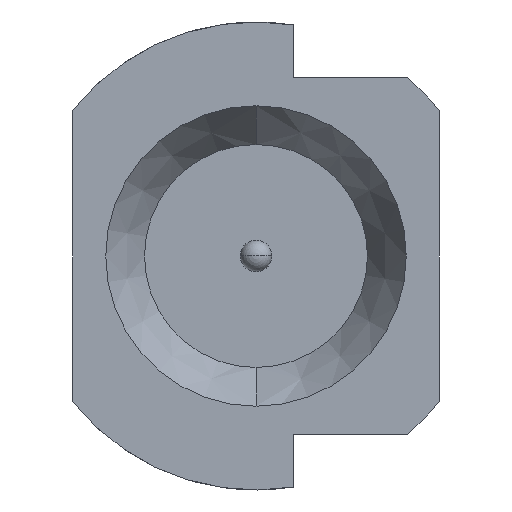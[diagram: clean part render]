
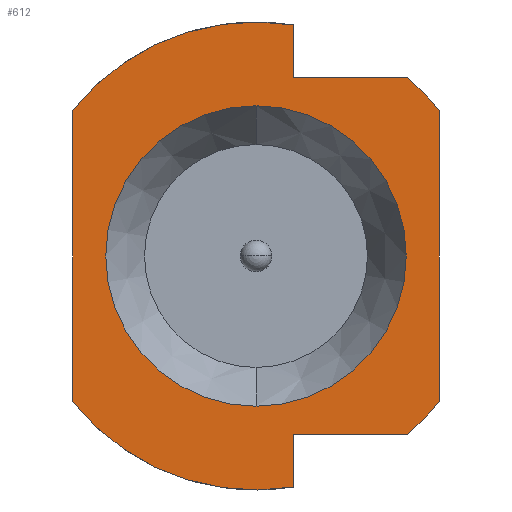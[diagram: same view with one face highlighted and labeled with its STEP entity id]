
A CAD part, left-side view. The second image highlights one B-rep face of the part: STEP entity #612.
In plain terms, the highlighted planar face has unit normal (-1, 0, 0).
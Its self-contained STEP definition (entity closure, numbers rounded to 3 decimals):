
#1=DIRECTION('',(0.,1.,0.));
#2=VECTOR('',#1,1.094);
#3=CARTESIAN_POINT('',(0.,-1.449,1.702));
#4=LINE('',#3,#2);
#5=DIRECTION('',(0.,0.,-1.));
#6=VECTOR('',#5,2.775);
#7=CARTESIAN_POINT('',(0.,-1.753,1.387));
#8=LINE('',#7,#6);
#9=DIRECTION('',(0.,-1.,0.));
#10=VECTOR('',#9,1.094);
#11=CARTESIAN_POINT('',(0.,-0.356,-1.702));
#12=LINE('',#11,#10);
#13=DIRECTION('',(0.,0.,1.));
#14=VECTOR('',#13,0.505);
#15=CARTESIAN_POINT('',(0.,-0.356,-2.207));
#16=LINE('',#15,#14);
#17=DIRECTION('',(0.,0.,1.));
#18=VECTOR('',#17,2.775);
#19=CARTESIAN_POINT('',(0.,1.753,-1.387));
#20=LINE('',#19,#18);
#21=DIRECTION('',(0.,0.,1.));
#22=VECTOR('',#21,0.505);
#23=CARTESIAN_POINT('',(0.,-0.356,1.702));
#24=LINE('',#23,#22);
#25=CARTESIAN_POINT('',(0.,0.,0.));
#26=DIRECTION('',(-1.,0.,0.));
#27=DIRECTION('',(0.,0.,-1.));
#28=AXIS2_PLACEMENT_3D('',#25,#26,#27);
#30=CARTESIAN_POINT('',(0.,0.,0.));
#31=DIRECTION('',(-1.,0.,0.));
#32=DIRECTION('',(0.,0.,1.));
#33=AXIS2_PLACEMENT_3D('',#30,#31,#32);
#121=CARTESIAN_POINT('',(0.,0.,0.));
#122=DIRECTION('',(-1.,0.,0.));
#123=DIRECTION('',(0.,-0.159,0.987));
#124=AXIS2_PLACEMENT_3D('',#121,#122,#123);
#148=CARTESIAN_POINT('',(0.,0.,0.));
#149=DIRECTION('',(-1.,0.,0.));
#150=DIRECTION('',(0.,0.784,-0.621));
#151=AXIS2_PLACEMENT_3D('',#148,#149,#150);
#169=CARTESIAN_POINT('',(0.,0.,0.));
#170=DIRECTION('',(-1.,0.,0.));
#171=DIRECTION('',(0.,-0.648,-0.761));
#172=AXIS2_PLACEMENT_3D('',#169,#170,#171);
#192=CARTESIAN_POINT('',(0.,0.,0.));
#193=DIRECTION('',(-1.,0.,0.));
#194=DIRECTION('',(0.,-0.784,0.621));
#195=AXIS2_PLACEMENT_3D('',#192,#193,#194);
#449=CARTESIAN_POINT('',(0.,1.753,-1.387));
#450=CARTESIAN_POINT('',(0.,1.753,1.387));
#451=VERTEX_POINT('',#449);
#452=VERTEX_POINT('',#450);
#453=CARTESIAN_POINT('',(0.,-1.753,1.387));
#454=CARTESIAN_POINT('',(0.,-1.753,-1.387));
#455=VERTEX_POINT('',#453);
#456=VERTEX_POINT('',#454);
#493=CARTESIAN_POINT('',(0.,-1.449,1.702));
#494=CARTESIAN_POINT('',(0.,-0.356,1.702));
#495=VERTEX_POINT('',#493);
#496=VERTEX_POINT('',#494);
#497=CARTESIAN_POINT('',(0.,-0.356,2.207));
#498=VERTEX_POINT('',#497);
#499=CARTESIAN_POINT('',(0.,-0.356,-2.207));
#500=CARTESIAN_POINT('',(0.,-0.356,-1.702));
#501=VERTEX_POINT('',#499);
#502=VERTEX_POINT('',#500);
#503=CARTESIAN_POINT('',(0.,-1.449,-1.702));
#504=VERTEX_POINT('',#503);
#533=CARTESIAN_POINT('',(0.,0.,-1.435));
#534=CARTESIAN_POINT('',(0.,0.,1.435));
#535=VERTEX_POINT('',#533);
#536=VERTEX_POINT('',#534);
#579=CARTESIAN_POINT('',(0.,0.,0.));
#580=DIRECTION('',(1.,0.,0.));
#581=DIRECTION('',(0.,0.,-1.));
#582=AXIS2_PLACEMENT_3D('',#579,#580,#581);
#583=PLANE('',#582);
#585=ORIENTED_EDGE('',*,*,#584,.F.);
#587=ORIENTED_EDGE('',*,*,#586,.F.);
#589=ORIENTED_EDGE('',*,*,#588,.T.);
#591=ORIENTED_EDGE('',*,*,#590,.F.);
#593=ORIENTED_EDGE('',*,*,#592,.F.);
#595=ORIENTED_EDGE('',*,*,#594,.F.);
#597=ORIENTED_EDGE('',*,*,#596,.F.);
#599=ORIENTED_EDGE('',*,*,#598,.T.);
#601=ORIENTED_EDGE('',*,*,#600,.F.);
#603=ORIENTED_EDGE('',*,*,#602,.F.);
#604=EDGE_LOOP('',(#585,#587,#589,#591,#593,#595,#597,#599,#601,#603));
#605=FACE_OUTER_BOUND('',#604,.F.);
#607=ORIENTED_EDGE('',*,*,#606,.T.);
#609=ORIENTED_EDGE('',*,*,#608,.T.);
#610=EDGE_LOOP('',(#607,#609));
#611=FACE_BOUND('',#610,.F.);
#612=ADVANCED_FACE('',(#605,#611),#583,.F.);
#29=CIRCLE('',#28,1.435);
#34=CIRCLE('',#33,1.435);
#125=CIRCLE('',#124,2.235);
#152=CIRCLE('',#151,2.235);
#173=CIRCLE('',#172,2.235);
#196=CIRCLE('',#195,2.235);
#584=EDGE_CURVE('',#495,#496,#4,.T.);
#586=EDGE_CURVE('',#455,#495,#196,.T.);
#588=EDGE_CURVE('',#455,#456,#8,.T.);
#590=EDGE_CURVE('',#504,#456,#173,.T.);
#592=EDGE_CURVE('',#502,#504,#12,.T.);
#594=EDGE_CURVE('',#501,#502,#16,.T.);
#596=EDGE_CURVE('',#451,#501,#152,.T.);
#598=EDGE_CURVE('',#451,#452,#20,.T.);
#600=EDGE_CURVE('',#498,#452,#125,.T.);
#602=EDGE_CURVE('',#496,#498,#24,.T.);
#606=EDGE_CURVE('',#535,#536,#29,.T.);
#608=EDGE_CURVE('',#536,#535,#34,.T.);
